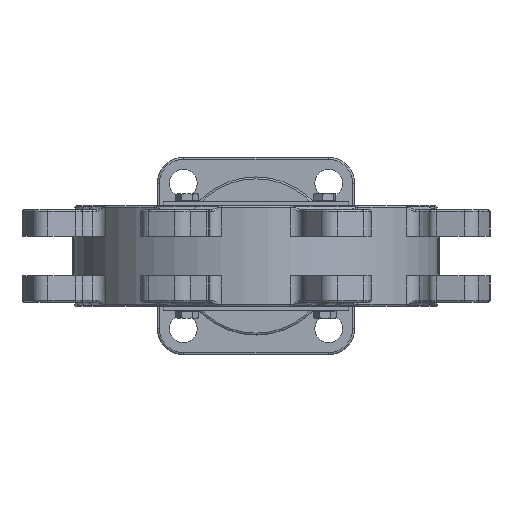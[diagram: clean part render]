
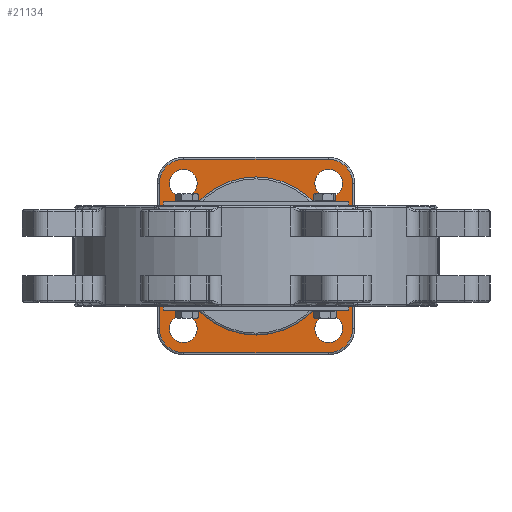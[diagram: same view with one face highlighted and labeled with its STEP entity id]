
A CAD part, front view. The second image highlights one B-rep face of the part: STEP entity #21134.
In plain terms, the highlighted planar face has unit normal (0, -1, 0).
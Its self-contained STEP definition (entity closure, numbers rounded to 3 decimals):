
#867=FACE_BOUND('',#3604,.T.);
#868=FACE_BOUND('',#3605,.T.);
#869=FACE_BOUND('',#3606,.T.);
#870=FACE_BOUND('',#3607,.T.);
#871=FACE_BOUND('',#3608,.T.);
#1106=PLANE('',#24101);
#2300=FACE_OUTER_BOUND('',#3603,.T.);
#3603=EDGE_LOOP('',(#17908,#17909,#17910,#17911,#17912,#17913,#17914,#17915));
#3604=EDGE_LOOP('',(#17916));
#3605=EDGE_LOOP('',(#17917));
#3606=EDGE_LOOP('',(#17918));
#3607=EDGE_LOOP('',(#17919));
#3608=EDGE_LOOP('',(#17920));
#5319=CIRCLE('',#24070,40.);
#5323=CIRCLE('',#24075,12.5);
#5326=CIRCLE('',#24080,12.5);
#5330=CIRCLE('',#24086,12.5);
#5334=CIRCLE('',#24092,12.5);
#5338=CIRCLE('',#24102,7.);
#5339=CIRCLE('',#24103,7.);
#5340=CIRCLE('',#24104,7.);
#5341=CIRCLE('',#24105,7.);
#6415=LINE('',#38725,#7513);
#6417=LINE('',#38737,#7515);
#6419=LINE('',#38749,#7517);
#6421=LINE('',#38758,#7519);
#7513=VECTOR('',#30666,10.);
#7515=VECTOR('',#30680,10.);
#7517=VECTOR('',#30694,10.);
#7519=VECTOR('',#30706,10.);
#9239=VERTEX_POINT('',#38709);
#9240=VERTEX_POINT('',#38713);
#9243=VERTEX_POINT('',#38718);
#9245=VERTEX_POINT('',#38723);
#9247=VERTEX_POINT('',#38729);
#9249=VERTEX_POINT('',#38735);
#9251=VERTEX_POINT('',#38741);
#9253=VERTEX_POINT('',#38747);
#9255=VERTEX_POINT('',#38753);
#9261=VERTEX_POINT('',#38779);
#9262=VERTEX_POINT('',#38781);
#9263=VERTEX_POINT('',#38783);
#9264=VERTEX_POINT('',#38785);
#12131=EDGE_CURVE('',#9239,#9239,#5319,.T.);
#12135=EDGE_CURVE('',#9243,#9240,#5323,.T.);
#12137=EDGE_CURVE('',#9245,#9243,#6415,.T.);
#12140=EDGE_CURVE('',#9247,#9245,#5326,.T.);
#12143=EDGE_CURVE('',#9249,#9247,#6417,.T.);
#12146=EDGE_CURVE('',#9251,#9249,#5330,.T.);
#12149=EDGE_CURVE('',#9253,#9251,#6419,.T.);
#12152=EDGE_CURVE('',#9255,#9253,#5334,.T.);
#12154=EDGE_CURVE('',#9240,#9255,#6421,.T.);
#12165=EDGE_CURVE('',#9261,#9261,#5338,.T.);
#12166=EDGE_CURVE('',#9262,#9262,#5339,.T.);
#12167=EDGE_CURVE('',#9263,#9263,#5340,.T.);
#12168=EDGE_CURVE('',#9264,#9264,#5341,.T.);
#17908=ORIENTED_EDGE('',*,*,#12135,.F.);
#17909=ORIENTED_EDGE('',*,*,#12137,.F.);
#17910=ORIENTED_EDGE('',*,*,#12140,.F.);
#17911=ORIENTED_EDGE('',*,*,#12143,.F.);
#17912=ORIENTED_EDGE('',*,*,#12146,.F.);
#17913=ORIENTED_EDGE('',*,*,#12149,.F.);
#17914=ORIENTED_EDGE('',*,*,#12152,.F.);
#17915=ORIENTED_EDGE('',*,*,#12154,.F.);
#17916=ORIENTED_EDGE('',*,*,#12165,.T.);
#17917=ORIENTED_EDGE('',*,*,#12166,.T.);
#17918=ORIENTED_EDGE('',*,*,#12167,.T.);
#17919=ORIENTED_EDGE('',*,*,#12168,.T.);
#17920=ORIENTED_EDGE('',*,*,#12131,.T.);
#21134=ADVANCED_FACE('',(#2300,#867,#868,#869,#870,#871),#1106,.T.);
#24070=AXIS2_PLACEMENT_3D('',#38711,#30650,#30651);
#24075=AXIS2_PLACEMENT_3D('',#38720,#30660,#30661);
#24080=AXIS2_PLACEMENT_3D('',#38731,#30672,#30673);
#24086=AXIS2_PLACEMENT_3D('',#38743,#30686,#30687);
#24092=AXIS2_PLACEMENT_3D('',#38755,#30700,#30701);
#24101=AXIS2_PLACEMENT_3D('',#38778,#30727,#30728);
#24102=AXIS2_PLACEMENT_3D('',#38780,#30729,#30730);
#24103=AXIS2_PLACEMENT_3D('',#38782,#30731,#30732);
#24104=AXIS2_PLACEMENT_3D('',#38784,#30733,#30734);
#24105=AXIS2_PLACEMENT_3D('',#38786,#30735,#30736);
#30650=DIRECTION('center_axis',(0.,1.,0.));
#30651=DIRECTION('ref_axis',(1.,0.,0.));
#30660=DIRECTION('center_axis',(0.,1.,0.));
#30661=DIRECTION('ref_axis',(-0.707,0.,0.707));
#30666=DIRECTION('',(0.,0.,1.));
#30672=DIRECTION('center_axis',(0.,1.,0.));
#30673=DIRECTION('ref_axis',(-0.707,0.,-0.707));
#30680=DIRECTION('',(-1.,0.,0.));
#30686=DIRECTION('center_axis',(0.,1.,0.));
#30687=DIRECTION('ref_axis',(0.707,0.,-0.707));
#30694=DIRECTION('',(0.,0.,-1.));
#30700=DIRECTION('center_axis',(0.,1.,0.));
#30701=DIRECTION('ref_axis',(0.707,0.,0.707));
#30706=DIRECTION('',(1.,0.,0.));
#30727=DIRECTION('center_axis',(0.,-1.,0.));
#30728=DIRECTION('ref_axis',(0.,0.,-1.));
#30729=DIRECTION('center_axis',(0.,1.,0.));
#30730=DIRECTION('ref_axis',(-1.,0.,0.));
#30731=DIRECTION('center_axis',(0.,1.,0.));
#30732=DIRECTION('ref_axis',(-1.,0.,0.));
#30733=DIRECTION('center_axis',(0.,1.,0.));
#30734=DIRECTION('ref_axis',(-1.,0.,0.));
#30735=DIRECTION('center_axis',(0.,1.,0.));
#30736=DIRECTION('ref_axis',(-1.,0.,0.));
#38709=CARTESIAN_POINT('',(-40.,-11.,0.));
#38711=CARTESIAN_POINT('Origin',(0.,-11.,0.));
#38713=CARTESIAN_POINT('',(-36.5,-11.,49.));
#38718=CARTESIAN_POINT('',(-49.,-11.,36.5));
#38720=CARTESIAN_POINT('Origin',(-36.5,-11.,36.5));
#38723=CARTESIAN_POINT('',(-49.,-11.,-36.5));
#38725=CARTESIAN_POINT('',(-49.,-11.,-18.25));
#38729=CARTESIAN_POINT('',(-36.5,-11.,-49.));
#38731=CARTESIAN_POINT('Origin',(-36.5,-11.,-36.5));
#38735=CARTESIAN_POINT('',(36.5,-11.,-49.));
#38737=CARTESIAN_POINT('',(18.25,-11.,-49.));
#38741=CARTESIAN_POINT('',(49.,-11.,-36.5));
#38743=CARTESIAN_POINT('Origin',(36.5,-11.,-36.5));
#38747=CARTESIAN_POINT('',(49.,-11.,36.5));
#38749=CARTESIAN_POINT('',(49.,-11.,18.25));
#38753=CARTESIAN_POINT('',(36.5,-11.,49.));
#38755=CARTESIAN_POINT('Origin',(36.5,-11.,36.5));
#38758=CARTESIAN_POINT('',(-18.25,-11.,49.));
#38778=CARTESIAN_POINT('Origin',(0.,-11.,0.));
#38779=CARTESIAN_POINT('',(29.77,-11.,36.77));
#38780=CARTESIAN_POINT('Origin',(36.77,-11.,36.77));
#38781=CARTESIAN_POINT('',(-43.77,-11.,36.77));
#38782=CARTESIAN_POINT('Origin',(-36.77,-11.,36.77));
#38783=CARTESIAN_POINT('',(-43.77,-11.,-36.77));
#38784=CARTESIAN_POINT('Origin',(-36.77,-11.,-36.77));
#38785=CARTESIAN_POINT('',(29.77,-11.,-36.77));
#38786=CARTESIAN_POINT('Origin',(36.77,-11.,-36.77));
